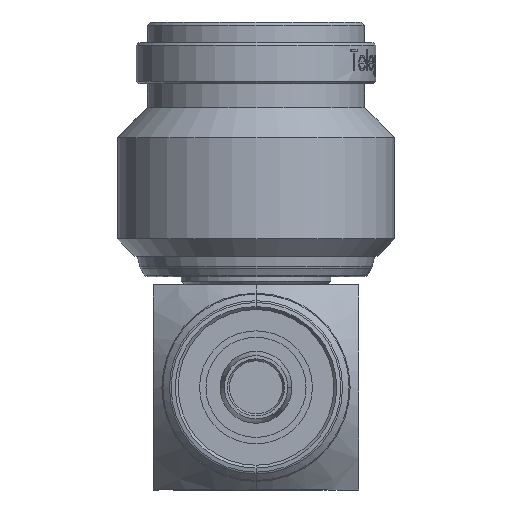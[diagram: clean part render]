
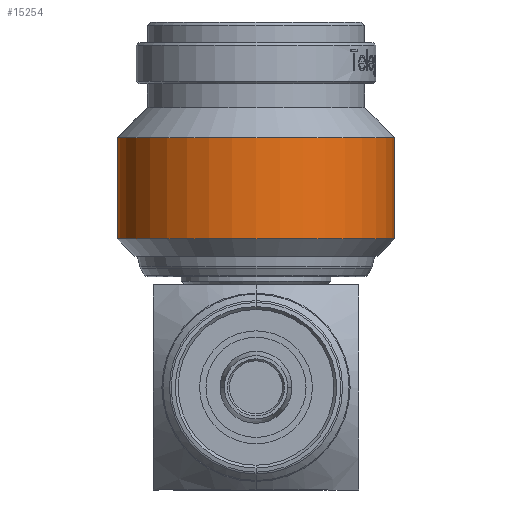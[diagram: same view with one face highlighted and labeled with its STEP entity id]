
A CAD part, front view. The second image highlights one B-rep face of the part: STEP entity #15254.
In plain terms, the highlighted cylindrical face has radius 8.1 mm (diameter 16.2 mm), a partial arc.
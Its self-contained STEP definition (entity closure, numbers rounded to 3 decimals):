
#100 = EDGE_CURVE ( 'NONE', #1789, #3120, #17498, .T. ) ;
#807 = CARTESIAN_POINT ( 'NONE',  ( 0., 0., -5.9 ) ) ;
#1389 = LINE ( 'NONE', #10618, #5380 ) ;
#1488 = VECTOR ( 'NONE', #10987, 1000. ) ;
#1789 = VERTEX_POINT ( 'NONE', #18388 ) ;
#2330 = DIRECTION ( 'NONE',  ( 1., 0., 0. ) ) ;
#2365 = AXIS2_PLACEMENT_3D ( 'NONE', #13265, #4262, #14769 ) ;
#3120 = VERTEX_POINT ( 'NONE', #5399 ) ;
#3140 = AXIS2_PLACEMENT_3D ( 'NONE', #807, #11304, #2330 ) ;
#3287 = DIRECTION ( 'NONE',  ( 0., 0., 1. ) ) ;
#4124 = EDGE_CURVE ( 'NONE', #8167, #3120, #13804, .T. ) ;
#4262 = DIRECTION ( 'NONE',  ( 0., 0., 1. ) ) ;
#5380 = VECTOR ( 'NONE', #8111, 1000. ) ;
#5399 = CARTESIAN_POINT ( 'NONE',  ( 8.1, 0., -5.9 ) ) ;
#6729 = FACE_OUTER_BOUND ( 'NONE', #7349, .T. ) ;
#7349 = EDGE_LOOP ( 'NONE', ( #9408, #17505, #12800, #14917 ) ) ;
#8111 = DIRECTION ( 'NONE',  ( 0., 0., 1. ) ) ;
#8167 = VERTEX_POINT ( 'NONE', #9051 ) ;
#9051 = CARTESIAN_POINT ( 'NONE',  ( -8.1, 0., -5.9 ) ) ;
#9408 = ORIENTED_EDGE ( 'NONE', *, *, #17829, .F. ) ;
#9447 = DIRECTION ( 'NONE',  ( 1., 0., 0. ) ) ;
#10618 = CARTESIAN_POINT ( 'NONE',  ( -8.1, 0., 0.85 ) ) ;
#10817 = EDGE_CURVE ( 'NONE', #14212, #1789, #11777, .T. ) ;
#10911 = CARTESIAN_POINT ( 'NONE',  ( 0., 0., 0.85 ) ) ;
#10987 = DIRECTION ( 'NONE',  ( 0., 0., 1. ) ) ;
#11304 = DIRECTION ( 'NONE',  ( 0., 0., 1. ) ) ;
#11664 = AXIS2_PLACEMENT_3D ( 'NONE', #10911, #3287, #9447 ) ;
#11777 = CIRCLE ( 'NONE', #2365, 8.1 ) ;
#12800 = ORIENTED_EDGE ( 'NONE', *, *, #100, .T. ) ;
#13265 = CARTESIAN_POINT ( 'NONE',  ( 0., 0., -11.825 ) ) ;
#13804 = CIRCLE ( 'NONE', #3140, 8.1 ) ;
#14154 = CARTESIAN_POINT ( 'NONE',  ( 8.1, 0., 0.85 ) ) ;
#14212 = VERTEX_POINT ( 'NONE', #17054 ) ;
#14769 = DIRECTION ( 'NONE',  ( 1., 0., 0. ) ) ;
#14917 = ORIENTED_EDGE ( 'NONE', *, *, #4124, .F. ) ;
#15254 = ADVANCED_FACE ( 'NONE', ( #6729 ), #16404, .T. ) ;
#16404 = CYLINDRICAL_SURFACE ( 'NONE', #11664, 8.1 ) ;
#17054 = CARTESIAN_POINT ( 'NONE',  ( -8.1, 0., -11.825 ) ) ;
#17498 = LINE ( 'NONE', #14154, #1488 ) ;
#17505 = ORIENTED_EDGE ( 'NONE', *, *, #10817, .T. ) ;
#17829 = EDGE_CURVE ( 'NONE', #14212, #8167, #1389, .T. ) ;
#18388 = CARTESIAN_POINT ( 'NONE',  ( 8.1, 0., -11.825 ) ) ;
